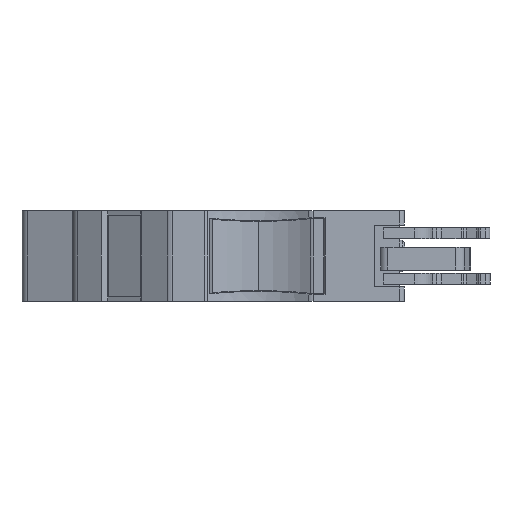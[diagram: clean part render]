
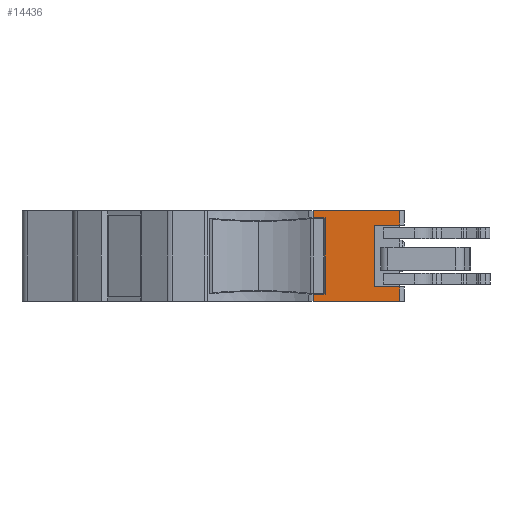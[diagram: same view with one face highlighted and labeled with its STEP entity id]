
A CAD part, left-side view. The second image highlights one B-rep face of the part: STEP entity #14436.
In plain terms, the highlighted planar face has unit normal (-1, 0, 0).
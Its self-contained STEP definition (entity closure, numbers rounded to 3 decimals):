
#135 = CARTESIAN_POINT ( 'NONE',  ( -21.2, 0.5, 8.4 ) ) ;
#424 = CARTESIAN_POINT ( 'NONE',  ( -21.2, 10.015, 0. ) ) ;
#557 = CARTESIAN_POINT ( 'NONE',  ( -21.2, 0.5, 1.6 ) ) ;
#738 = CARTESIAN_POINT ( 'NONE',  ( -21.2, 10.015, 10. ) ) ;
#873 = LINE ( 'NONE', #1236, #4508 ) ;
#1236 = CARTESIAN_POINT ( 'NONE',  ( -21.2, 8.698, 9.2 ) ) ;
#1368 = DIRECTION ( 'NONE',  ( 0., 0., -1. ) ) ;
#1436 = LINE ( 'NONE', #8511, #15522 ) ;
#1518 = VERTEX_POINT ( 'NONE', #11716 ) ;
#2234 = VECTOR ( 'NONE', #17045, 1000. ) ;
#2464 = EDGE_CURVE ( 'NONE', #4599, #12208, #14154, .T. ) ;
#3120 = ORIENTED_EDGE ( 'NONE', *, *, #10686, .T. ) ;
#3461 = DIRECTION ( 'NONE',  ( 0., -1., 0. ) ) ;
#3645 = CARTESIAN_POINT ( 'NONE',  ( -21.2, -29.258, 10. ) ) ;
#3705 = CARTESIAN_POINT ( 'NONE',  ( -21.2, 3.274, 8.4 ) ) ;
#3805 = VECTOR ( 'NONE', #16958, 1000. ) ;
#4324 = VERTEX_POINT ( 'NONE', #3705 ) ;
#4460 = DIRECTION ( 'NONE',  ( 0., 0., 1. ) ) ;
#4508 = VECTOR ( 'NONE', #17550, 1000. ) ;
#4599 = VERTEX_POINT ( 'NONE', #738 ) ;
#4720 = ORIENTED_EDGE ( 'NONE', *, *, #6042, .F. ) ;
#5020 = DIRECTION ( 'NONE',  ( 0., 1., 0. ) ) ;
#5303 = CARTESIAN_POINT ( 'NONE',  ( -21.2, 0.5, 10. ) ) ;
#5406 = EDGE_CURVE ( 'NONE', #15177, #12208, #873, .T. ) ;
#5458 = CARTESIAN_POINT ( 'NONE',  ( -21.2, 0.5, 10. ) ) ;
#5689 = CARTESIAN_POINT ( 'NONE',  ( -21.2, 10.015, 9.2 ) ) ;
#5845 = VECTOR ( 'NONE', #10996, 1000. ) ;
#5849 = ORIENTED_EDGE ( 'NONE', *, *, #11733, .T. ) ;
#6042 = EDGE_CURVE ( 'NONE', #6276, #1518, #7888, .T. ) ;
#6063 = CARTESIAN_POINT ( 'NONE',  ( -21.2, 3.274, 10. ) ) ;
#6113 = CARTESIAN_POINT ( 'NONE',  ( -21.2, 8.698, 0.8 ) ) ;
#6146 = CARTESIAN_POINT ( 'NONE',  ( -21.2, -29.258, 10. ) ) ;
#6276 = VERTEX_POINT ( 'NONE', #557 ) ;
#6474 = VERTEX_POINT ( 'NONE', #8969 ) ;
#6715 = AXIS2_PLACEMENT_3D ( 'NONE', #3645, #13187, #5020 ) ;
#6788 = VECTOR ( 'NONE', #3461, 1000. ) ;
#7190 = LINE ( 'NONE', #17492, #17616 ) ;
#7334 = DIRECTION ( 'NONE',  ( 0., 0., -1. ) ) ;
#7435 = LINE ( 'NONE', #6063, #3805 ) ;
#7467 = VECTOR ( 'NONE', #1368, 1000. ) ;
#7670 = ORIENTED_EDGE ( 'NONE', *, *, #7766, .F. ) ;
#7766 = EDGE_CURVE ( 'NONE', #10508, #4324, #9441, .T. ) ;
#7888 = LINE ( 'NONE', #5303, #7467 ) ;
#7993 = DIRECTION ( 'NONE',  ( 0., -1., 0. ) ) ;
#8165 = ORIENTED_EDGE ( 'NONE', *, *, #11065, .T. ) ;
#8284 = CARTESIAN_POINT ( 'NONE',  ( -21.2, 0.5, 8.4 ) ) ;
#8480 = EDGE_CURVE ( 'NONE', #15163, #6276, #16845, .T. ) ;
#8511 = CARTESIAN_POINT ( 'NONE',  ( -21.2, 0.5, 9.1 ) ) ;
#8540 = CARTESIAN_POINT ( 'NONE',  ( -21.2, -29.258, 0. ) ) ;
#8969 = CARTESIAN_POINT ( 'NONE',  ( -21.2, 10.015, 0.8 ) ) ;
#9309 = VECTOR ( 'NONE', #7334, 1000. ) ;
#9441 = LINE ( 'NONE', #8284, #5845 ) ;
#9972 = LINE ( 'NONE', #6113, #13642 ) ;
#10043 = VERTEX_POINT ( 'NONE', #424 ) ;
#10075 = ORIENTED_EDGE ( 'NONE', *, *, #8480, .F. ) ;
#10508 = VERTEX_POINT ( 'NONE', #135 ) ;
#10686 = EDGE_CURVE ( 'NONE', #15163, #4324, #7435, .T. ) ;
#10996 = DIRECTION ( 'NONE',  ( 0., 1., 0. ) ) ;
#11065 = EDGE_CURVE ( 'NONE', #10043, #1518, #11476, .T. ) ;
#11379 = VERTEX_POINT ( 'NONE', #13367 ) ;
#11388 = DIRECTION ( 'NONE',  ( 0., -1., 0. ) ) ;
#11476 = LINE ( 'NONE', #8540, #13416 ) ;
#11704 = EDGE_CURVE ( 'NONE', #10508, #15993, #1436, .T. ) ;
#11716 = CARTESIAN_POINT ( 'NONE',  ( -21.2, 0.5, 0. ) ) ;
#11733 = EDGE_CURVE ( 'NONE', #6474, #10043, #16552, .T. ) ;
#11867 = EDGE_CURVE ( 'NONE', #4599, #15993, #14461, .T. ) ;
#12062 = EDGE_CURVE ( 'NONE', #6474, #11379, #7190, .T. ) ;
#12208 = VERTEX_POINT ( 'NONE', #5689 ) ;
#13007 = CARTESIAN_POINT ( 'NONE',  ( -21.2, 10.015, 10. ) ) ;
#13187 = DIRECTION ( 'NONE',  ( 1., 0., 0. ) ) ;
#13238 = VECTOR ( 'NONE', #11388, 1000. ) ;
#13367 = CARTESIAN_POINT ( 'NONE',  ( -21.2, 8.698, 0.8 ) ) ;
#13416 = VECTOR ( 'NONE', #16695, 1000. ) ;
#13496 = ORIENTED_EDGE ( 'NONE', *, *, #11867, .F. ) ;
#13642 = VECTOR ( 'NONE', #14257, 1000. ) ;
#13839 = ORIENTED_EDGE ( 'NONE', *, *, #11704, .T. ) ;
#13877 = ORIENTED_EDGE ( 'NONE', *, *, #12062, .F. ) ;
#14154 = LINE ( 'NONE', #13007, #2234 ) ;
#14257 = DIRECTION ( 'NONE',  ( 0., 0., 1. ) ) ;
#14342 = EDGE_CURVE ( 'NONE', #11379, #15177, #9972, .T. ) ;
#14436 = ADVANCED_FACE ( 'NONE', ( #14716 ), #15878, .F. ) ;
#14461 = LINE ( 'NONE', #6146, #6788 ) ;
#14716 = FACE_OUTER_BOUND ( 'NONE', #15739, .T. ) ;
#14890 = CARTESIAN_POINT ( 'NONE',  ( -21.2, 3.274, 1.6 ) ) ;
#15163 = VERTEX_POINT ( 'NONE', #14890 ) ;
#15177 = VERTEX_POINT ( 'NONE', #17608 ) ;
#15485 = CARTESIAN_POINT ( 'NONE',  ( -21.2, 10.015, 10. ) ) ;
#15522 = VECTOR ( 'NONE', #4460, 1000. ) ;
#15739 = EDGE_LOOP ( 'NONE', ( #13877, #5849, #8165, #4720, #10075, #3120, #7670, #13839, #13496, #16400, #16933, #16123 ) ) ;
#15878 = PLANE ( 'NONE',  #6715 ) ;
#15993 = VERTEX_POINT ( 'NONE', #5458 ) ;
#16123 = ORIENTED_EDGE ( 'NONE', *, *, #14342, .F. ) ;
#16400 = ORIENTED_EDGE ( 'NONE', *, *, #2464, .T. ) ;
#16552 = LINE ( 'NONE', #15485, #9309 ) ;
#16695 = DIRECTION ( 'NONE',  ( 0., -1., 0. ) ) ;
#16809 = CARTESIAN_POINT ( 'NONE',  ( -21.2, 3.274, 1.6 ) ) ;
#16845 = LINE ( 'NONE', #16809, #13238 ) ;
#16933 = ORIENTED_EDGE ( 'NONE', *, *, #5406, .F. ) ;
#16958 = DIRECTION ( 'NONE',  ( 0., 0., 1. ) ) ;
#17045 = DIRECTION ( 'NONE',  ( 0., 0., -1. ) ) ;
#17492 = CARTESIAN_POINT ( 'NONE',  ( -21.2, 21.5, 0.8 ) ) ;
#17550 = DIRECTION ( 'NONE',  ( 0., 1., 0. ) ) ;
#17608 = CARTESIAN_POINT ( 'NONE',  ( -21.2, 8.698, 9.2 ) ) ;
#17616 = VECTOR ( 'NONE', #7993, 1000. ) ;
